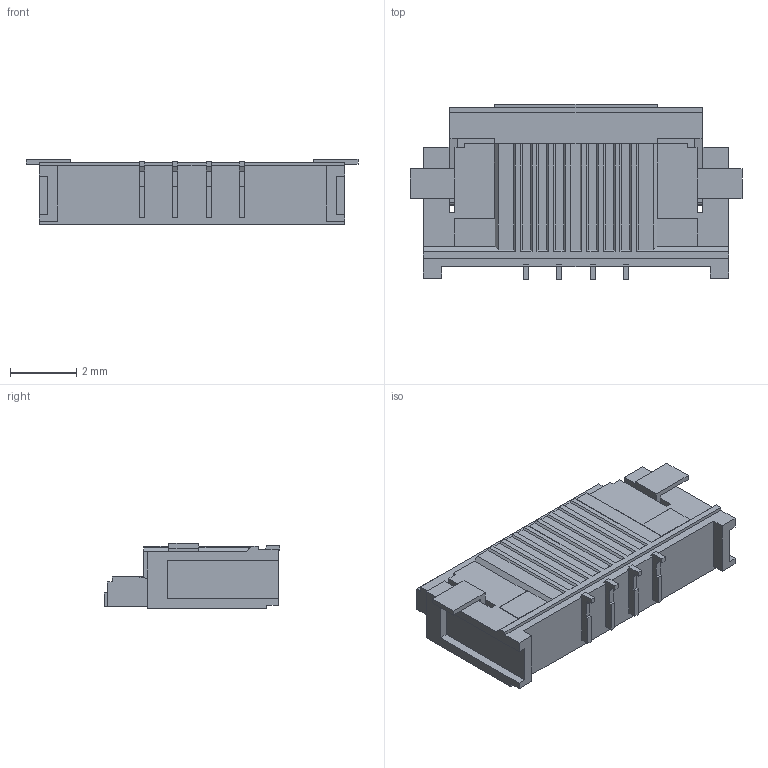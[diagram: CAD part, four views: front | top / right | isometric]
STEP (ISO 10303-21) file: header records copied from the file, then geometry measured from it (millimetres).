
FILE_DESCRIPTION(('CAx-IF Rec.Pracs.---Model Styling and Organization---1.5---2016-08-15','CAx-IF Rec.Pracs.---Geometric and Assembly Validation Properties---4.4---2016-08-17','CAx-IF Rec.Pracs.---User Defined Attributes---1.5---2016-08-15','CAx-IF Rec.Pracs.---External References---2.1---2005-01-19'),'2;1');
FILE_NAME('378213.step','2024-01-13T05:32:07',('Unspecified'),('Unspecified'),'CAD Exchanger 3.10.2 (cadexchanger.com)','Unspecified','');
FILE_SCHEMA(('AUTOMOTIVE_DESIGN { 1 0 10303 214 1 1 1 1 }'));
Length unit declared in the file: millimetre
Products named in the file (1): 2005280040
Bounding box: 10 x 5.3 x 1.96 mm (x, y, z)
Volume: 52.8 mm3; surface area: 227.3 mm2
Topology: 1 solids, 1 shells, 485 faces, 1437 edges, 940 vertices
Faces by surface type: plane 428, cylinder 57
Entity records: 15967 total; most frequent: ORIENTED_EDGE 2874, CARTESIAN_POINT 2863, DIRECTION 2531, EDGE_CURVE 1437, LINE 1315, VECTOR 1315, VERTEX_POINT 940, AXIS2_PLACEMENT_3D 608
